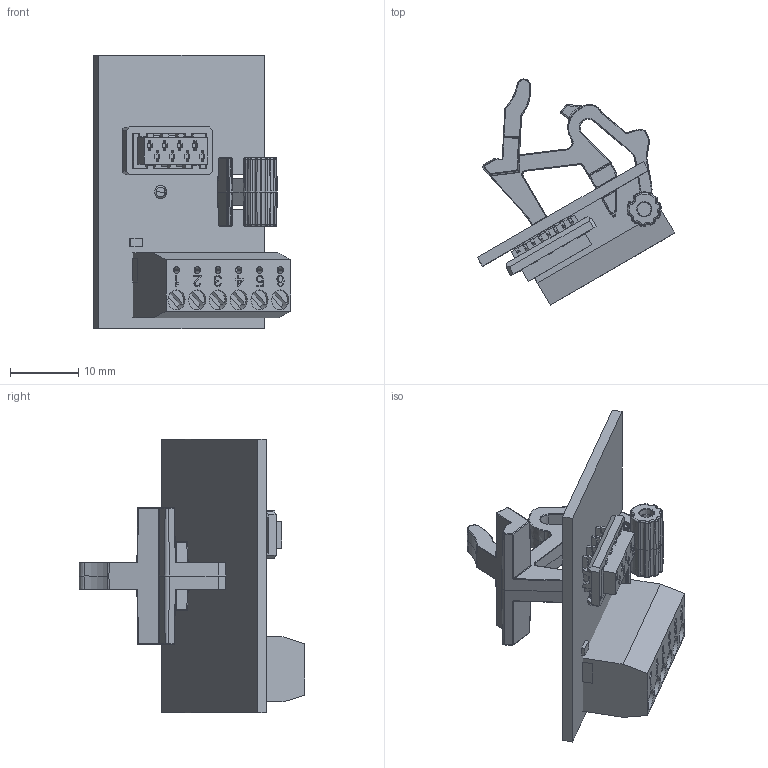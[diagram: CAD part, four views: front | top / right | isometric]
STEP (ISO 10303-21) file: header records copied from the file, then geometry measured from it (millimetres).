
FILE_DESCRIPTION((''),'2;1');
FILE_NAME('CAD2119','2015-06-10T',('staeubert'),(''),'PRO/ENGINEER BY PARAMETRIC TECHNOLOGY CORPORATION, 2013050','PRO/ENGINEER BY PARAMETRIC TECHNOLOGY CORPORATION, 2013050','');
FILE_SCHEMA(('CONFIG_CONTROL_DESIGN'));
Products named in the file (7): DB007377_VERBINDUNGSPR_DOOR_02_; DB007235_PRINTHALTER_PR_VERBAUT; DB004518_AIR18S-MICROMATCH_FEM_; DB007300_MICROMATCH_ADAPTER_1; DB004592_STIFTLEISTE_1; DB004591_ANSCHLUSSKLEMME_6FACH_; CAD2119
Assembly tree (6 placements, depth 2):
  CAD2119
    DB007377_VERBINDUNGSPR_DOOR_02_
    DB007235_PRINTHALTER_PR_VERBAUT
    DB004518_AIR18S-MICROMATCH_FEM_
    DB007300_MICROMATCH_ADAPTER_1
    DB004592_STIFTLEISTE_1
    DB004591_ANSCHLUSSKLEMME_6FACH_
Bounding box: 28.82 x 33 x 40 mm (x, y, z)
Volume: 4845.1 mm3; surface area: 6274.8 mm2
Topology: 6 solids, 6 shells, 1441 faces, 3836 edges, 2385 vertices
Faces by surface type: plane 834, cylinder 321, bspline 98, cone 88, torus 70, sphere 30
Entity records: 64444 total; most frequent: CARTESIAN_POINT 13421, ORIENTED_EDGE 7608, DIRECTION 7114, PRESENTATION_STYLE_ASSIGNMENT 4299, STYLED_ITEM 3810, CURVE_STYLE 3804, EDGE_CURVE 3804, VECTOR 2668
